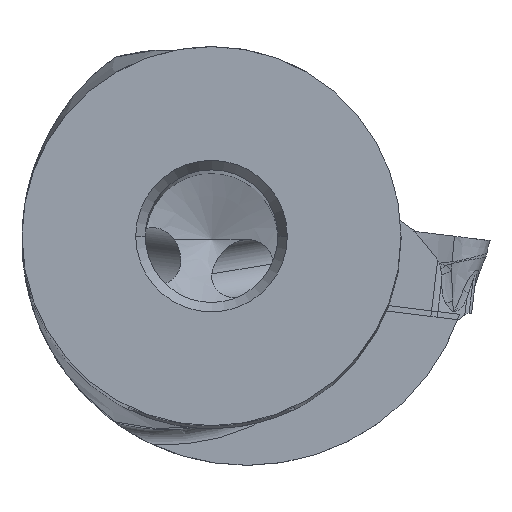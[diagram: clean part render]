
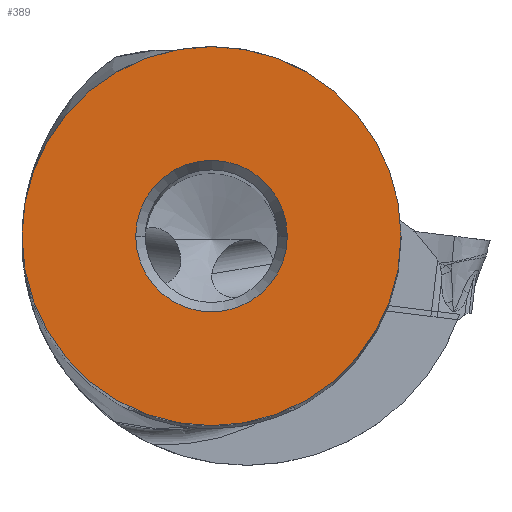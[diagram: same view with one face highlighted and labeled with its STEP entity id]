
A CAD part, top view. The second image highlights one B-rep face of the part: STEP entity #389.
In plain terms, the highlighted planar face has unit normal (0, 0, 1).
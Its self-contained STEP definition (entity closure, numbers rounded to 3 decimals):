
#40=FACE_BOUND('',#803,.T.);
#41=FACE_BOUND('',#804,.T.);
#389=ADVANCED_FACE('',(#40,#41),#443,.T.);
#443=PLANE('',#3876);
#803=EDGE_LOOP('',(#1831,#1832));
#804=EDGE_LOOP('',(#1833,#1834));
#1831=ORIENTED_EDGE('',*,*,#2759,.F.);
#1832=ORIENTED_EDGE('',*,*,#2760,.F.);
#1833=ORIENTED_EDGE('',*,*,#2758,.F.);
#1834=ORIENTED_EDGE('',*,*,#2756,.F.);
#2231=VERTEX_POINT('',#11850);
#2232=VERTEX_POINT('',#11852);
#2233=VERTEX_POINT('',#11858);
#2234=VERTEX_POINT('',#11859);
#2756=EDGE_CURVE('',#2231,#2232,#3144,.T.);
#2758=EDGE_CURVE('',#2232,#2231,#3145,.T.);
#2759=EDGE_CURVE('',#2233,#2234,#3146,.T.);
#2760=EDGE_CURVE('',#2234,#2233,#3147,.T.);
#3144=CIRCLE('',#3870,4.);
#3145=CIRCLE('',#3872,4.);
#3146=CIRCLE('',#3874,10.);
#3147=CIRCLE('',#3875,10.);
#3870=AXIS2_PLACEMENT_3D('',#11851,#4531,#4532);
#3872=AXIS2_PLACEMENT_3D('',#11855,#4536,#4537);
#3874=AXIS2_PLACEMENT_3D('',#11857,#4540,#4541);
#3875=AXIS2_PLACEMENT_3D('',#11860,#4542,#4543);
#3876=AXIS2_PLACEMENT_3D('',#11861,#4544,#4545);
#4531=DIRECTION('',(0.,0.,1.));
#4532=DIRECTION('',(1.,0.,0.));
#4536=DIRECTION('',(0.,0.,1.));
#4537=DIRECTION('',(-1.,0.,0.));
#4540=DIRECTION('',(0.,0.,-1.));
#4541=DIRECTION('',(-1.,0.,0.));
#4542=DIRECTION('',(0.,0.,-1.));
#4543=DIRECTION('',(1.,0.,0.));
#4544=DIRECTION('',(0.,0.,1.));
#4545=DIRECTION('',(1.,0.,0.));
#11850=CARTESIAN_POINT('',(4.,0.,0.));
#11851=CARTESIAN_POINT('',(0.,0.,0.));
#11852=CARTESIAN_POINT('',(-4.,0.,0.));
#11855=CARTESIAN_POINT('',(0.,0.,0.));
#11857=CARTESIAN_POINT('',(0.,0.,0.));
#11858=CARTESIAN_POINT('',(-10.,0.,0.));
#11859=CARTESIAN_POINT('',(10.,0.,0.));
#11860=CARTESIAN_POINT('',(0.,0.,0.));
#11861=CARTESIAN_POINT('',(0.,0.,0.));
